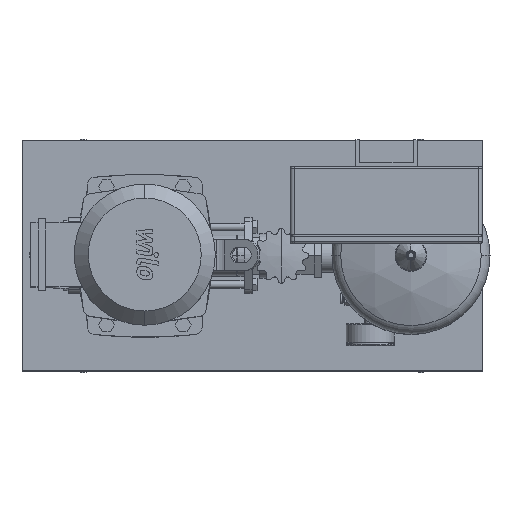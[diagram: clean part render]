
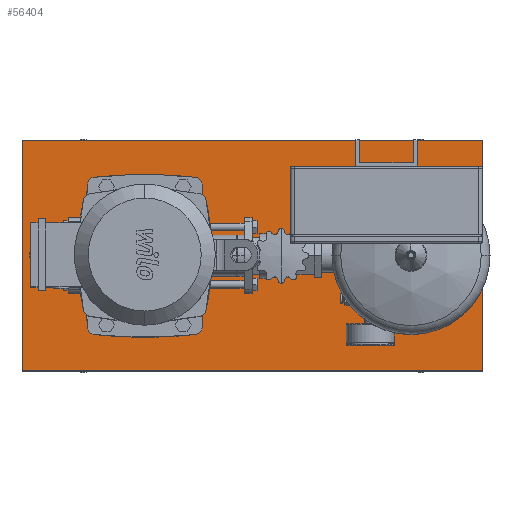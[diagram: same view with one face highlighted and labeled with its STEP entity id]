
A CAD part, top view. The second image highlights one B-rep face of the part: STEP entity #56404.
In plain terms, the highlighted planar face has unit normal (0, 0, 1).
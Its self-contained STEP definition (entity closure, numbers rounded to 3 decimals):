
#56365=CARTESIAN_POINT('',(-160.0,0.,90.0));
#56366=DIRECTION('',(0.0,0.0,1.0));
#56367=DIRECTION('',(0.0,-1.0,0.0));
#56368=AXIS2_PLACEMENT_3D('',#56365,#56366,#56367);
#56369=PLANE('',#56368);
#56370=CARTESIAN_POINT('',(440.0,-150.,90.));
#56371=VERTEX_POINT('',#56370);
#56372=CARTESIAN_POINT('',(440.0,150.,90.));
#56373=VERTEX_POINT('',#56372);
#56374=CARTESIAN_POINT('',(440.0,-150.,90.));
#56375=DIRECTION('',(0.0,1.0,0.0));
#56376=VECTOR('',#56375,300.0);
#56377=LINE('',#56374,#56376);
#56378=EDGE_CURVE('',#56371,#56373,#56377,.T.);
#56379=ORIENTED_EDGE('',*,*,#56378,.T.);
#56380=CARTESIAN_POINT('',(-160.0,150.,90.));
#56381=VERTEX_POINT('',#56380);
#56382=CARTESIAN_POINT('',(-160.0,150.,90.));
#56383=DIRECTION('',(1.0,0.0,0.0));
#56384=VECTOR('',#56383,600.0);
#56385=LINE('',#56382,#56384);
#56386=EDGE_CURVE('',#56381,#56373,#56385,.T.);
#56387=ORIENTED_EDGE('',*,*,#56386,.F.);
#56388=CARTESIAN_POINT('',(-160.0,-150.,90.));
#56389=VERTEX_POINT('',#56388);
#56390=CARTESIAN_POINT('',(-160.0,150.,90.));
#56391=DIRECTION('',(0.0,-1.0,0.0));
#56392=VECTOR('',#56391,300.0);
#56393=LINE('',#56390,#56392);
#56394=EDGE_CURVE('',#56381,#56389,#56393,.T.);
#56395=ORIENTED_EDGE('',*,*,#56394,.T.);
#56396=CARTESIAN_POINT('',(-160.0,-150.,90.));
#56397=DIRECTION('',(1.0,0.0,0.0));
#56398=VECTOR('',#56397,600.0);
#56399=LINE('',#56396,#56398);
#56400=EDGE_CURVE('',#56389,#56371,#56399,.T.);
#56401=ORIENTED_EDGE('',*,*,#56400,.T.);
#56402=EDGE_LOOP('',(#56379,#56387,#56395,#56401));
#56403=FACE_OUTER_BOUND('',#56402,.T.);
#56404=ADVANCED_FACE('',(#56403),#56369,.T.);
